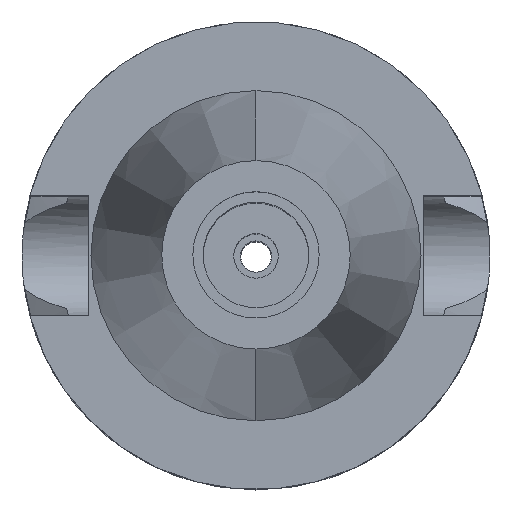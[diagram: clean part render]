
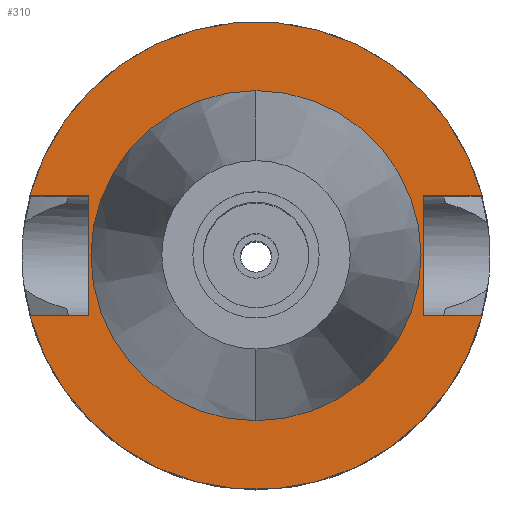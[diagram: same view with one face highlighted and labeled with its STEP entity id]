
A CAD part, top view. The second image highlights one B-rep face of the part: STEP entity #310.
In plain terms, the highlighted planar face has unit normal (0, 0, 1).
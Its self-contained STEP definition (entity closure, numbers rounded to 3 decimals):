
#30 = DIRECTION ( 'NONE',  ( 0., 0., -1. ) ) ;
#65 = VERTEX_POINT ( 'NONE', #414 ) ;
#91 = AXIS2_PLACEMENT_3D ( 'NONE', #1664, #30, #948 ) ;
#93 = VECTOR ( 'NONE', #807, 1000. ) ;
#165 = CARTESIAN_POINT ( 'NONE',  ( -22.5, -8.05, -1. ) ) ;
#214 = DIRECTION ( 'NONE',  ( 0., -1., 0. ) ) ;
#220 = EDGE_CURVE ( 'NONE', #1153, #65, #1625, .T. ) ;
#252 = VECTOR ( 'NONE', #2965, 1000. ) ;
#256 = CARTESIAN_POINT ( 'NONE',  ( 0., 22.225, -1. ) ) ;
#310 = ADVANCED_FACE ( 'NONE', ( #822, #578 ), #1517, .F. ) ;
#335 = CARTESIAN_POINT ( 'NONE',  ( 0., 0., -1. ) ) ;
#369 = LINE ( 'NONE', #165, #1190 ) ;
#391 = EDGE_CURVE ( 'NONE', #583, #2206, #2851, .T. ) ;
#392 = CARTESIAN_POINT ( 'NONE',  ( -30.454, -8.05, -1. ) ) ;
#414 = CARTESIAN_POINT ( 'NONE',  ( 30.454, 8.05, -1. ) ) ;
#447 = EDGE_CURVE ( 'NONE', #2483, #984, #476, .T. ) ;
#452 = EDGE_CURVE ( 'NONE', #583, #65, #788, .T. ) ;
#476 = CIRCLE ( 'NONE', #1473, 22.225 ) ;
#517 = AXIS2_PLACEMENT_3D ( 'NONE', #335, #1260, #1929 ) ;
#521 = ORIENTED_EDGE ( 'NONE', *, *, #2342, .F. ) ;
#539 = DIRECTION ( 'NONE',  ( 0., 1., 0. ) ) ;
#578 = FACE_BOUND ( 'NONE', #1812, .T. ) ;
#583 = VERTEX_POINT ( 'NONE', #1349 ) ;
#609 = LINE ( 'NONE', #1547, #2164 ) ;
#632 = CARTESIAN_POINT ( 'NONE',  ( 0., 0., -1. ) ) ;
#677 = CARTESIAN_POINT ( 'NONE',  ( 0., -22.225, -1. ) ) ;
#779 = CARTESIAN_POINT ( 'NONE',  ( 22.5, 8.05, -1. ) ) ;
#788 = LINE ( 'NONE', #1954, #93 ) ;
#807 = DIRECTION ( 'NONE',  ( 1., 0., 0. ) ) ;
#822 = FACE_OUTER_BOUND ( 'NONE', #1137, .T. ) ;
#829 = EDGE_CURVE ( 'NONE', #1991, #2879, #369, .T. ) ;
#923 = LINE ( 'NONE', #1574, #252 ) ;
#948 = DIRECTION ( 'NONE',  ( 0., 1., 0. ) ) ;
#984 = VERTEX_POINT ( 'NONE', #677 ) ;
#988 = VERTEX_POINT ( 'NONE', #1569 ) ;
#996 = VECTOR ( 'NONE', #1653, 1000. ) ;
#1083 = DIRECTION ( 'NONE',  ( -1., 0., 0. ) ) ;
#1137 = EDGE_LOOP ( 'NONE', ( #1654, #1416, #1149, #2817, #2873, #2308, #1865, #1981 ) ) ;
#1149 = ORIENTED_EDGE ( 'NONE', *, *, #1508, .F. ) ;
#1153 = VERTEX_POINT ( 'NONE', #1480 ) ;
#1190 = VECTOR ( 'NONE', #1992, 1000. ) ;
#1260 = DIRECTION ( 'NONE',  ( 0., 0., -1. ) ) ;
#1349 = CARTESIAN_POINT ( 'NONE',  ( 22.5, 8.05, -1. ) ) ;
#1399 = EDGE_CURVE ( 'NONE', #1991, #988, #923, .T. ) ;
#1400 = CARTESIAN_POINT ( 'NONE',  ( 22.5, -8.05, -1. ) ) ;
#1416 = ORIENTED_EDGE ( 'NONE', *, *, #1417, .F. ) ;
#1417 = EDGE_CURVE ( 'NONE', #1993, #2879, #2506, .T. ) ;
#1473 = AXIS2_PLACEMENT_3D ( 'NONE', #1498, #2896, #539 ) ;
#1480 = CARTESIAN_POINT ( 'NONE',  ( -30.454, 8.05, -1. ) ) ;
#1498 = CARTESIAN_POINT ( 'NONE',  ( 0., 0., -1. ) ) ;
#1508 = EDGE_CURVE ( 'NONE', #2206, #1993, #2354, .T. ) ;
#1517 = PLANE ( 'NONE',  #517 ) ;
#1531 = EDGE_CURVE ( 'NONE', #988, #1153, #609, .T. ) ;
#1546 = DIRECTION ( 'NONE',  ( 0., 0., 1. ) ) ;
#1547 = CARTESIAN_POINT ( 'NONE',  ( -22.5, 8.05, -1. ) ) ;
#1569 = CARTESIAN_POINT ( 'NONE',  ( -22.5, 8.05, -1. ) ) ;
#1574 = CARTESIAN_POINT ( 'NONE',  ( -22.5, -8.05, -1. ) ) ;
#1625 = CIRCLE ( 'NONE', #91, 31.5 ) ;
#1653 = DIRECTION ( 'NONE',  ( 1., 0., 0. ) ) ;
#1654 = ORIENTED_EDGE ( 'NONE', *, *, #829, .T. ) ;
#1664 = CARTESIAN_POINT ( 'NONE',  ( 0., 0., -1. ) ) ;
#1704 = DIRECTION ( 'NONE',  ( 0., -1., 0. ) ) ;
#1812 = EDGE_LOOP ( 'NONE', ( #2270, #521 ) ) ;
#1816 = CARTESIAN_POINT ( 'NONE',  ( 0., 0., -1. ) ) ;
#1848 = CARTESIAN_POINT ( 'NONE',  ( 30.454, -8.05, -1. ) ) ;
#1865 = ORIENTED_EDGE ( 'NONE', *, *, #1531, .F. ) ;
#1929 = DIRECTION ( 'NONE',  ( 0., -1., 0. ) ) ;
#1954 = CARTESIAN_POINT ( 'NONE',  ( 22.5, 8.05, -1. ) ) ;
#1981 = ORIENTED_EDGE ( 'NONE', *, *, #1399, .F. ) ;
#1991 = VERTEX_POINT ( 'NONE', #2300 ) ;
#1992 = DIRECTION ( 'NONE',  ( -1., 0., 0. ) ) ;
#1993 = VERTEX_POINT ( 'NONE', #1848 ) ;
#2164 = VECTOR ( 'NONE', #1083, 1000. ) ;
#2206 = VERTEX_POINT ( 'NONE', #1400 ) ;
#2229 = DIRECTION ( 'NONE',  ( 0., -1., 0. ) ) ;
#2242 = CIRCLE ( 'NONE', #2289, 22.225 ) ;
#2270 = ORIENTED_EDGE ( 'NONE', *, *, #447, .F. ) ;
#2283 = DIRECTION ( 'NONE',  ( 0., 0., -1. ) ) ;
#2289 = AXIS2_PLACEMENT_3D ( 'NONE', #632, #1546, #2229 ) ;
#2300 = CARTESIAN_POINT ( 'NONE',  ( -22.5, -8.05, -1. ) ) ;
#2308 = ORIENTED_EDGE ( 'NONE', *, *, #220, .F. ) ;
#2342 = EDGE_CURVE ( 'NONE', #984, #2483, #2242, .T. ) ;
#2354 = LINE ( 'NONE', #2588, #996 ) ;
#2483 = VERTEX_POINT ( 'NONE', #256 ) ;
#2506 = CIRCLE ( 'NONE', #2746, 31.5 ) ;
#2588 = CARTESIAN_POINT ( 'NONE',  ( 22.5, -8.05, -1. ) ) ;
#2742 = VECTOR ( 'NONE', #1704, 1000. ) ;
#2746 = AXIS2_PLACEMENT_3D ( 'NONE', #1816, #2283, #214 ) ;
#2817 = ORIENTED_EDGE ( 'NONE', *, *, #391, .F. ) ;
#2851 = LINE ( 'NONE', #779, #2742 ) ;
#2873 = ORIENTED_EDGE ( 'NONE', *, *, #452, .T. ) ;
#2879 = VERTEX_POINT ( 'NONE', #392 ) ;
#2896 = DIRECTION ( 'NONE',  ( 0., 0., 1. ) ) ;
#2965 = DIRECTION ( 'NONE',  ( 0., 1., 0. ) ) ;
